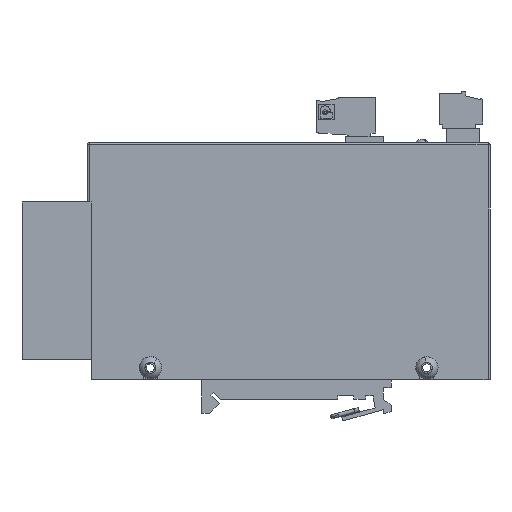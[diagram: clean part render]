
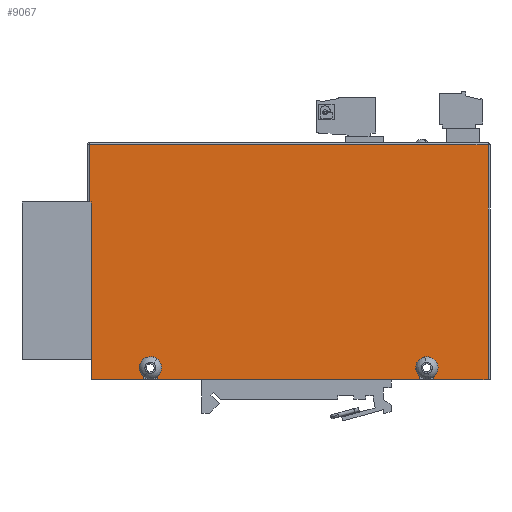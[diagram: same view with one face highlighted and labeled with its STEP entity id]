
A CAD part, front view. The second image highlights one B-rep face of the part: STEP entity #9067.
In plain terms, the highlighted planar face has unit normal (0, -1, 0).
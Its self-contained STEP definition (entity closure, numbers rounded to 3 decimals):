
#70 = CARTESIAN_POINT ( 'NONE',  ( 63.328, -33.713, 56.13 ) ) ;
#427 = DIRECTION ( 'NONE',  ( 1., 0., 0. ) ) ;
#742 = AXIS2_PLACEMENT_3D ( 'NONE', #5135, #23147, #7737 ) ;
#837 = EDGE_CURVE ( 'NONE', #5201, #22472, #19783, .T. ) ;
#864 = CARTESIAN_POINT ( 'NONE',  ( -10.172, -33.713, 56.13 ) ) ;
#1242 = CARTESIAN_POINT ( 'NONE',  ( -23.422, -33.713, 56.13 ) ) ;
#1438 = DIRECTION ( 'NONE',  ( 1., 0., 0. ) ) ;
#1560 = DIRECTION ( 'NONE',  ( 1., 0., 0. ) ) ;
#1697 = VERTEX_POINT ( 'NONE', #13685 ) ;
#1748 = ORIENTED_EDGE ( 'NONE', *, *, #17298, .F. ) ;
#2819 = VERTEX_POINT ( 'NONE', #15418 ) ;
#3391 = VECTOR ( 'NONE', #28529, 1000. ) ;
#3591 = CIRCLE ( 'NONE', #742, 1.75 ) ;
#3718 = ORIENTED_EDGE ( 'NONE', *, *, #837, .T. ) ;
#3729 = EDGE_CURVE ( 'NONE', #22472, #13689, #9442, .T. ) ;
#4044 = VECTOR ( 'NONE', #31320, 1000. ) ;
#4519 = CARTESIAN_POINT ( 'NONE',  ( -23.422, -33.713, 56.13 ) ) ;
#5135 = CARTESIAN_POINT ( 'NONE',  ( -8.422, -33.713, 60.13 ) ) ;
#5151 = ORIENTED_EDGE ( 'NONE', *, *, #21143, .T. ) ;
#5201 = VERTEX_POINT ( 'NONE', #24173 ) ;
#5511 = VECTOR ( 'NONE', #30715, 1000. ) ;
#5550 = CARTESIAN_POINT ( 'NONE',  ( -10.172, -33.713, 60.13 ) ) ;
#5694 = EDGE_LOOP ( 'NONE', ( #25827, #7984, #17528, #32713, #3718, #12301, #23096, #26541, #13964, #12066, #20367, #27989, #1748, #5151 ) ) ;
#6119 = VECTOR ( 'NONE', #28187, 1000. ) ;
#7727 = VECTOR ( 'NONE', #31594, 1000. ) ;
#7737 = DIRECTION ( 'NONE',  ( 1., 0., 0. ) ) ;
#7984 = ORIENTED_EDGE ( 'NONE', *, *, #12189, .F. ) ;
#8297 = CARTESIAN_POINT ( 'NONE',  ( -10.172, -33.713, 56.13 ) ) ;
#8503 = LINE ( 'NONE', #26425, #7727 ) ;
#8998 = DIRECTION ( 'NONE',  ( 0., 0., -1. ) ) ;
#9067 = ADVANCED_FACE ( 'NONE', ( #11329 ), #31329, .T. ) ;
#9442 = LINE ( 'NONE', #20908, #3391 ) ;
#9757 = EDGE_CURVE ( 'NONE', #25149, #5201, #8503, .T. ) ;
#9873 = CARTESIAN_POINT ( 'NONE',  ( 61.578, -33.713, 60.13 ) ) ;
#10155 = LINE ( 'NONE', #1242, #14554 ) ;
#10633 = CARTESIAN_POINT ( 'NONE',  ( 63.328, -33.713, 56.13 ) ) ;
#10675 = EDGE_CURVE ( 'NONE', #32468, #29628, #25729, .T. ) ;
#11329 = FACE_OUTER_BOUND ( 'NONE', #5694, .T. ) ;
#11520 = EDGE_CURVE ( 'NONE', #29683, #1697, #11851, .T. ) ;
#11525 = AXIS2_PLACEMENT_3D ( 'NONE', #9873, #27941, #12442 ) ;
#11851 = LINE ( 'NONE', #14280, #31656 ) ;
#12066 = ORIENTED_EDGE ( 'NONE', *, *, #30462, .T. ) ;
#12189 = EDGE_CURVE ( 'NONE', #22712, #27732, #14804, .T. ) ;
#12301 = ORIENTED_EDGE ( 'NONE', *, *, #3729, .T. ) ;
#12442 = DIRECTION ( 'NONE',  ( 1., 0., 0. ) ) ;
#13349 = DIRECTION ( 'NONE',  ( 0., -1., 0. ) ) ;
#13685 = CARTESIAN_POINT ( 'NONE',  ( -23.422, -33.713, 101.13 ) ) ;
#13689 = VERTEX_POINT ( 'NONE', #22481 ) ;
#13851 = VECTOR ( 'NONE', #25506, 1000. ) ;
#13964 = ORIENTED_EDGE ( 'NONE', *, *, #19759, .F. ) ;
#14280 = CARTESIAN_POINT ( 'NONE',  ( -24.422, -33.713, 101.13 ) ) ;
#14401 = CARTESIAN_POINT ( 'NONE',  ( -23.422, -33.713, 56.13 ) ) ;
#14554 = VECTOR ( 'NONE', #427, 1000. ) ;
#14804 = CIRCLE ( 'NONE', #11525, 1.75 ) ;
#14955 = VECTOR ( 'NONE', #8998, 1000. ) ;
#15418 = CARTESIAN_POINT ( 'NONE',  ( -6.672, -33.713, 56.13 ) ) ;
#15579 = EDGE_CURVE ( 'NONE', #25149, #22712, #17692, .T. ) ;
#15923 = DIRECTION ( 'NONE',  ( 0., 0., -1. ) ) ;
#16321 = AXIS2_PLACEMENT_3D ( 'NONE', #28863, #13349, #31423 ) ;
#17298 = EDGE_CURVE ( 'NONE', #2819, #23175, #20734, .T. ) ;
#17528 = ORIENTED_EDGE ( 'NONE', *, *, #15579, .F. ) ;
#17692 = LINE ( 'NONE', #10633, #4044 ) ;
#18089 = VERTEX_POINT ( 'NONE', #29348 ) ;
#18189 = CARTESIAN_POINT ( 'NONE',  ( 59.828, -33.713, 56.13 ) ) ;
#18523 = LINE ( 'NONE', #18189, #31480 ) ;
#19759 = EDGE_CURVE ( 'NONE', #29270, #1697, #19979, .T. ) ;
#19783 = LINE ( 'NONE', #28835, #6119 ) ;
#19979 = LINE ( 'NONE', #33266, #5511 ) ;
#20367 = ORIENTED_EDGE ( 'NONE', *, *, #10675, .F. ) ;
#20734 = LINE ( 'NONE', #30612, #13851 ) ;
#20908 = CARTESIAN_POINT ( 'NONE',  ( -23.422, -33.713, 115.63 ) ) ;
#21143 = EDGE_CURVE ( 'NONE', #2819, #18089, #10155, .T. ) ;
#21518 = VECTOR ( 'NONE', #1560, 1000. ) ;
#22472 = VERTEX_POINT ( 'NONE', #28232 ) ;
#22481 = CARTESIAN_POINT ( 'NONE',  ( -23.922, -33.713, 115.63 ) ) ;
#22712 = VERTEX_POINT ( 'NONE', #32034 ) ;
#22961 = EDGE_CURVE ( 'NONE', #27732, #18089, #18523, .T. ) ;
#23096 = ORIENTED_EDGE ( 'NONE', *, *, #30990, .T. ) ;
#23147 = DIRECTION ( 'NONE',  ( 0., -1., 0. ) ) ;
#23175 = VERTEX_POINT ( 'NONE', #24266 ) ;
#23294 = DIRECTION ( 'NONE',  ( 0., 0., -1. ) ) ;
#24173 = CARTESIAN_POINT ( 'NONE',  ( 77.078, -33.713, 56.13 ) ) ;
#24266 = CARTESIAN_POINT ( 'NONE',  ( -6.672, -33.713, 60.13 ) ) ;
#24889 = VECTOR ( 'NONE', #15923, 1000. ) ;
#25149 = VERTEX_POINT ( 'NONE', #70 ) ;
#25506 = DIRECTION ( 'NONE',  ( 0., 0., 1. ) ) ;
#25569 = EDGE_CURVE ( 'NONE', #23175, #32468, #3591, .T. ) ;
#25729 = LINE ( 'NONE', #8297, #24889 ) ;
#25827 = ORIENTED_EDGE ( 'NONE', *, *, #22961, .F. ) ;
#25979 = CARTESIAN_POINT ( 'NONE',  ( 59.828, -33.713, 60.13 ) ) ;
#26425 = CARTESIAN_POINT ( 'NONE',  ( -23.422, -33.713, 56.13 ) ) ;
#26541 = ORIENTED_EDGE ( 'NONE', *, *, #11520, .T. ) ;
#27732 = VERTEX_POINT ( 'NONE', #25979 ) ;
#27941 = DIRECTION ( 'NONE',  ( 0., -1., 0. ) ) ;
#27989 = ORIENTED_EDGE ( 'NONE', *, *, #25569, .F. ) ;
#28187 = DIRECTION ( 'NONE',  ( 0., 0., 1. ) ) ;
#28232 = CARTESIAN_POINT ( 'NONE',  ( 77.078, -33.713, 115.63 ) ) ;
#28455 = LINE ( 'NONE', #14401, #21518 ) ;
#28529 = DIRECTION ( 'NONE',  ( -1., 0., 0. ) ) ;
#28835 = CARTESIAN_POINT ( 'NONE',  ( 77.078, -33.713, 56.13 ) ) ;
#28863 = CARTESIAN_POINT ( 'NONE',  ( -23.422, -33.713, 56.13 ) ) ;
#29270 = VERTEX_POINT ( 'NONE', #4519 ) ;
#29348 = CARTESIAN_POINT ( 'NONE',  ( 59.828, -33.713, 56.13 ) ) ;
#29587 = CARTESIAN_POINT ( 'NONE',  ( -23.922, -33.713, 101.13 ) ) ;
#29594 = LINE ( 'NONE', #32134, #14955 ) ;
#29628 = VERTEX_POINT ( 'NONE', #864 ) ;
#29683 = VERTEX_POINT ( 'NONE', #29587 ) ;
#30462 = EDGE_CURVE ( 'NONE', #29270, #29628, #28455, .T. ) ;
#30612 = CARTESIAN_POINT ( 'NONE',  ( -6.672, -33.713, 56.13 ) ) ;
#30715 = DIRECTION ( 'NONE',  ( 0., 0., 1. ) ) ;
#30990 = EDGE_CURVE ( 'NONE', #13689, #29683, #29594, .T. ) ;
#31320 = DIRECTION ( 'NONE',  ( 0., 0., 1. ) ) ;
#31329 = PLANE ( 'NONE',  #16321 ) ;
#31423 = DIRECTION ( 'NONE',  ( 1., 0., 0. ) ) ;
#31480 = VECTOR ( 'NONE', #23294, 1000. ) ;
#31594 = DIRECTION ( 'NONE',  ( 1., 0., 0. ) ) ;
#31656 = VECTOR ( 'NONE', #1438, 1000. ) ;
#32034 = CARTESIAN_POINT ( 'NONE',  ( 63.328, -33.713, 60.13 ) ) ;
#32134 = CARTESIAN_POINT ( 'NONE',  ( -23.922, -33.713, 56.13 ) ) ;
#32468 = VERTEX_POINT ( 'NONE', #5550 ) ;
#32713 = ORIENTED_EDGE ( 'NONE', *, *, #9757, .T. ) ;
#33266 = CARTESIAN_POINT ( 'NONE',  ( -23.422, -33.713, 56.13 ) ) ;
